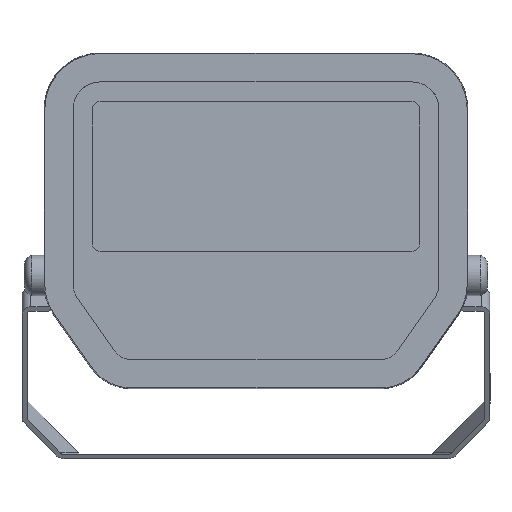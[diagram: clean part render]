
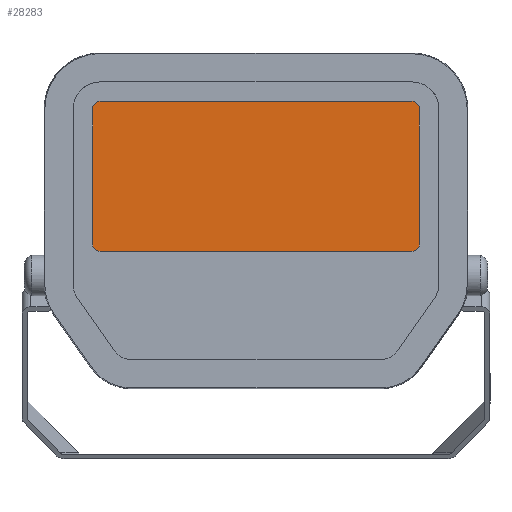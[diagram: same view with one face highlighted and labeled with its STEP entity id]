
A CAD part, top view. The second image highlights one B-rep face of the part: STEP entity #28283.
In plain terms, the highlighted face is planar.
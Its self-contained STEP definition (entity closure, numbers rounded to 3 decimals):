
#473 = CARTESIAN_POINT ( 'NONE',  ( 65.05, 66.686, 139.146 ) ) ;
#477 = CARTESIAN_POINT ( 'NONE',  ( 62.05, 66.686, 82.546 ) ) ;
#633 = DIRECTION ( 'NONE',  ( 0., 0., -1. ) ) ;
#1319 = ORIENTED_EDGE ( 'NONE', *, *, #4772, .F. ) ;
#1744 = DIRECTION ( 'NONE',  ( 0., -1., 0. ) ) ;
#2694 = EDGE_CURVE ( 'NONE', #19184, #21530, #5706, .T. ) ;
#2805 = AXIS2_PLACEMENT_3D ( 'NONE', #27617, #1744, #21403 ) ;
#4341 = VERTEX_POINT ( 'NONE', #35228 ) ;
#4409 = EDGE_CURVE ( 'NONE', #23555, #18220, #29305, .T. ) ;
#4772 = EDGE_CURVE ( 'NONE', #4341, #21477, #22123, .T. ) ;
#5706 = CIRCLE ( 'NONE', #22611, 3. ) ;
#6041 = EDGE_LOOP ( 'NONE', ( #35640, #6582, #34530, #10543, #1319, #15857, #17817, #24602 ) ) ;
#6582 = ORIENTED_EDGE ( 'NONE', *, *, #37162, .F. ) ;
#6741 = VECTOR ( 'NONE', #633, 1000. ) ;
#7070 = CARTESIAN_POINT ( 'NONE',  ( 62.05, 66.686, 85.546 ) ) ;
#7435 = PLANE ( 'NONE',  #30448 ) ;
#8982 = VECTOR ( 'NONE', #34305, 1000. ) ;
#9498 = CIRCLE ( 'NONE', #22239, 3. ) ;
#9664 = LINE ( 'NONE', #21236, #6741 ) ;
#9931 = CARTESIAN_POINT ( 'NONE',  ( 62.05, 66.686, 142.146 ) ) ;
#10058 = DIRECTION ( 'NONE',  ( -1., 0., 0. ) ) ;
#10543 = ORIENTED_EDGE ( 'NONE', *, *, #24531, .F. ) ;
#10687 = CARTESIAN_POINT ( 'NONE',  ( 62.05, 66.686, 82.546 ) ) ;
#10819 = CARTESIAN_POINT ( 'NONE',  ( 65.05, 66.686, 85.546 ) ) ;
#11214 = LINE ( 'NONE', #477, #8982 ) ;
#11500 = VERTEX_POINT ( 'NONE', #10819 ) ;
#12509 = LINE ( 'NONE', #473, #32999 ) ;
#12675 = VERTEX_POINT ( 'NONE', #10687 ) ;
#13455 = DIRECTION ( 'NONE',  ( -1., 0., 0. ) ) ;
#14811 = AXIS2_PLACEMENT_3D ( 'NONE', #16299, #36352, #13455 ) ;
#15419 = DIRECTION ( 'NONE',  ( -1., 0., 0. ) ) ;
#15857 = ORIENTED_EDGE ( 'NONE', *, *, #34044, .F. ) ;
#16126 = DIRECTION ( 'NONE',  ( -1., 0., 0. ) ) ;
#16299 = CARTESIAN_POINT ( 'NONE',  ( -62.05, 66.686, 85.546 ) ) ;
#16304 = CARTESIAN_POINT ( 'NONE',  ( -62.05, 66.686, 85.546 ) ) ;
#17817 = ORIENTED_EDGE ( 'NONE', *, *, #2694, .F. ) ;
#18220 = VERTEX_POINT ( 'NONE', #28885 ) ;
#18261 = LINE ( 'NONE', #29808, #34137 ) ;
#18970 = DIRECTION ( 'NONE',  ( 0., 1., 0. ) ) ;
#19184 = VERTEX_POINT ( 'NONE', #24177 ) ;
#19517 = FACE_OUTER_BOUND ( 'NONE', #6041, .T. ) ;
#19557 = EDGE_CURVE ( 'NONE', #11500, #19184, #12509, .T. ) ;
#20690 = EDGE_CURVE ( 'NONE', #12675, #11500, #9498, .T. ) ;
#21236 = CARTESIAN_POINT ( 'NONE',  ( -65.05, 66.686, 85.546 ) ) ;
#21403 = DIRECTION ( 'NONE',  ( -1., 0., 0. ) ) ;
#21444 = DIRECTION ( 'NONE',  ( 0., -1., 0. ) ) ;
#21477 = VERTEX_POINT ( 'NONE', #26780 ) ;
#21530 = VERTEX_POINT ( 'NONE', #9931 ) ;
#22123 = CIRCLE ( 'NONE', #2805, 3. ) ;
#22239 = AXIS2_PLACEMENT_3D ( 'NONE', #7070, #21444, #10058 ) ;
#22611 = AXIS2_PLACEMENT_3D ( 'NONE', #31443, #34839, #37296 ) ;
#23555 = VERTEX_POINT ( 'NONE', #29553 ) ;
#24177 = CARTESIAN_POINT ( 'NONE',  ( 65.05, 66.686, 139.146 ) ) ;
#24531 = EDGE_CURVE ( 'NONE', #21477, #23555, #9664, .T. ) ;
#24602 = ORIENTED_EDGE ( 'NONE', *, *, #19557, .F. ) ;
#26780 = CARTESIAN_POINT ( 'NONE',  ( -65.05, 66.686, 139.146 ) ) ;
#27617 = CARTESIAN_POINT ( 'NONE',  ( -62.05, 66.686, 139.146 ) ) ;
#28283 = ADVANCED_FACE ( 'NONE', ( #19517 ), #7435, .T. ) ;
#28885 = CARTESIAN_POINT ( 'NONE',  ( -62.05, 66.686, 82.546 ) ) ;
#29305 = CIRCLE ( 'NONE', #14811, 3. ) ;
#29553 = CARTESIAN_POINT ( 'NONE',  ( -65.05, 66.686, 85.546 ) ) ;
#29808 = CARTESIAN_POINT ( 'NONE',  ( -62.05, 66.686, 142.146 ) ) ;
#30448 = AXIS2_PLACEMENT_3D ( 'NONE', #16304, #18970, #16126 ) ;
#31443 = CARTESIAN_POINT ( 'NONE',  ( 62.05, 66.686, 139.146 ) ) ;
#32020 = DIRECTION ( 'NONE',  ( 0., 0., 1. ) ) ;
#32999 = VECTOR ( 'NONE', #32020, 1000. ) ;
#34044 = EDGE_CURVE ( 'NONE', #21530, #4341, #18261, .T. ) ;
#34137 = VECTOR ( 'NONE', #15419, 1000. ) ;
#34305 = DIRECTION ( 'NONE',  ( 1., 0., 0. ) ) ;
#34530 = ORIENTED_EDGE ( 'NONE', *, *, #4409, .F. ) ;
#34839 = DIRECTION ( 'NONE',  ( 0., -1., 0. ) ) ;
#35228 = CARTESIAN_POINT ( 'NONE',  ( -62.05, 66.686, 142.146 ) ) ;
#35640 = ORIENTED_EDGE ( 'NONE', *, *, #20690, .F. ) ;
#36352 = DIRECTION ( 'NONE',  ( 0., -1., 0. ) ) ;
#37162 = EDGE_CURVE ( 'NONE', #18220, #12675, #11214, .T. ) ;
#37296 = DIRECTION ( 'NONE',  ( -1., 0., 0. ) ) ;
